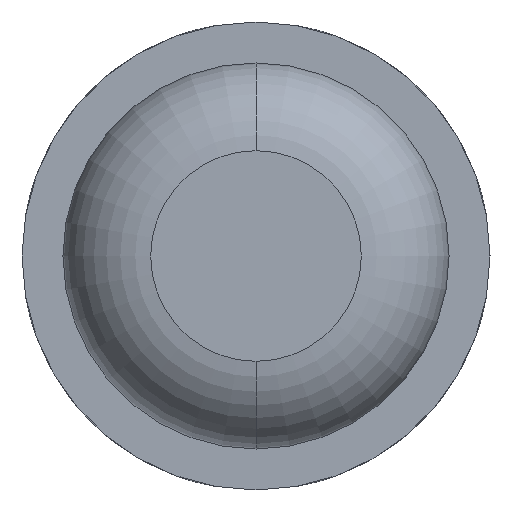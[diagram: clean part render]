
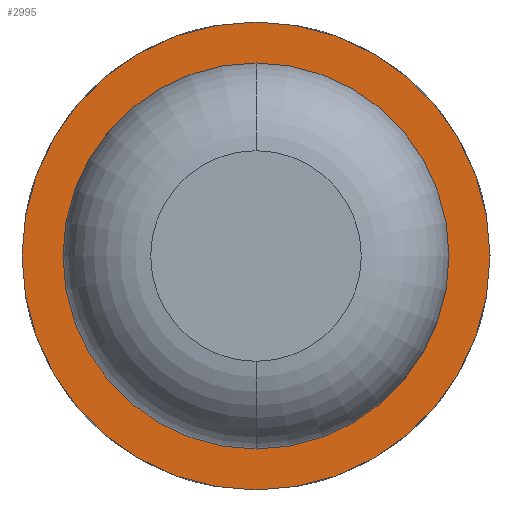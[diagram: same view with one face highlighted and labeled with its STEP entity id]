
A CAD part, front view. The second image highlights one B-rep face of the part: STEP entity #2995.
In plain terms, the highlighted planar face has unit normal (0, -1, 0).
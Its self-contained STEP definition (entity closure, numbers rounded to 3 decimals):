
#103 = CARTESIAN_POINT ( 'NONE',  ( 0., -10., 0. ) ) ;
#115 = PLANE ( 'NONE',  #5431 ) ;
#203 = AXIS2_PLACEMENT_3D ( 'NONE', #3327, #4153, #605 ) ;
#396 = VERTEX_POINT ( 'NONE', #3102 ) ;
#555 = DIRECTION ( 'NONE',  ( 0., 1., 0. ) ) ;
#591 = EDGE_CURVE ( 'Defeature ausgef�hrt1_6+Defeature ausgef�hrt1_7+Defeature ausgef�hrt1_7+Defeature ausgef�hrt1_7', #805, #5744, #5153, .T. ) ;
#605 = DIRECTION ( 'NONE',  ( -1., 0., 0. ) ) ;
#634 = DIRECTION ( 'NONE',  ( 0., 1., 0. ) ) ;
#805 = VERTEX_POINT ( 'NONE', #4785 ) ;
#999 = DIRECTION ( 'NONE',  ( -1., 0., 0. ) ) ;
#1263 = DIRECTION ( 'NONE',  ( 0., 1., 0. ) ) ;
#1280 = ORIENTED_EDGE ( 'NONE', *, *, #2475, .F. ) ;
#1299 = EDGE_LOOP ( 'NONE', ( #2723, #5015 ) ) ;
#1361 = FACE_BOUND ( 'NONE', #1299, .T. ) ;
#1421 = AXIS2_PLACEMENT_3D ( 'NONE', #2224, #1263, #4385 ) ;
#1461 = DIRECTION ( 'NONE',  ( -1., 0., 0. ) ) ;
#1571 = AXIS2_PLACEMENT_3D ( 'NONE', #103, #2830, #999 ) ;
#1591 = CIRCLE ( 'NONE', #2744, 1. ) ;
#1640 = EDGE_CURVE ( 'Defeature ausgef�hrt1_7+Defeature ausgef�hrt1_1+Defeature ausgef�hrt1_1+Defeature ausgef�hrt1_1', #396, #1735, #4964, .T. ) ;
#1735 = VERTEX_POINT ( 'NONE', #4787 ) ;
#2224 = CARTESIAN_POINT ( 'NONE',  ( 0., -10., 0. ) ) ;
#2475 = EDGE_CURVE ( 'Defeature ausgef�hrt1_6+Defeature ausgef�hrt1_7+Defeature ausgef�hrt1_7+Defeature ausgef�hrt1_7', #5744, #805, #1591, .T. ) ;
#2723 = ORIENTED_EDGE ( 'NONE', *, *, #1640, .T. ) ;
#2744 = AXIS2_PLACEMENT_3D ( 'NONE', #4677, #634, #5116 ) ;
#2830 = DIRECTION ( 'NONE',  ( 0., 1., 0. ) ) ;
#2995 = ADVANCED_FACE ( 'Defeature ausgef�hrt1_7', ( #4839, #1361 ), #115, .F. ) ;
#3102 = CARTESIAN_POINT ( 'NONE',  ( 0., -10., 0.825 ) ) ;
#3208 = CARTESIAN_POINT ( 'NONE',  ( -1., -10., 0. ) ) ;
#3267 = CARTESIAN_POINT ( 'NONE',  ( 0.825, -10., 0. ) ) ;
#3327 = CARTESIAN_POINT ( 'NONE',  ( 0., -10., 0. ) ) ;
#3499 = ORIENTED_EDGE ( 'NONE', *, *, #591, .F. ) ;
#3632 = CIRCLE ( 'NONE', #1421, 0.825 ) ;
#3973 = EDGE_CURVE ( 'Defeature ausgef�hrt1_7+Defeature ausgef�hrt1_1+Defeature ausgef�hrt1_1+Defeature ausgef�hrt1_1', #1735, #396, #3632, .T. ) ;
#4153 = DIRECTION ( 'NONE',  ( 0., 1., 0. ) ) ;
#4385 = DIRECTION ( 'NONE',  ( -1., 0., 0. ) ) ;
#4398 = EDGE_LOOP ( 'NONE', ( #1280, #3499 ) ) ;
#4677 = CARTESIAN_POINT ( 'NONE',  ( 0., -10., 0. ) ) ;
#4785 = CARTESIAN_POINT ( 'NONE',  ( 1., -10., 0. ) ) ;
#4787 = CARTESIAN_POINT ( 'NONE',  ( 0., -10., -0.825 ) ) ;
#4839 = FACE_OUTER_BOUND ( 'NONE', #4398, .T. ) ;
#4964 = CIRCLE ( 'NONE', #203, 0.825 ) ;
#5015 = ORIENTED_EDGE ( 'NONE', *, *, #3973, .T. ) ;
#5116 = DIRECTION ( 'NONE',  ( -1., 0., 0. ) ) ;
#5153 = CIRCLE ( 'NONE', #1571, 1. ) ;
#5431 = AXIS2_PLACEMENT_3D ( 'NONE', #3267, #555, #1461 ) ;
#5744 = VERTEX_POINT ( 'NONE', #3208 ) ;
